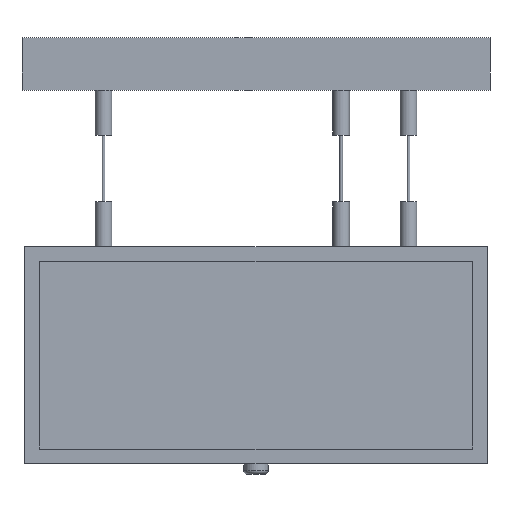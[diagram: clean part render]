
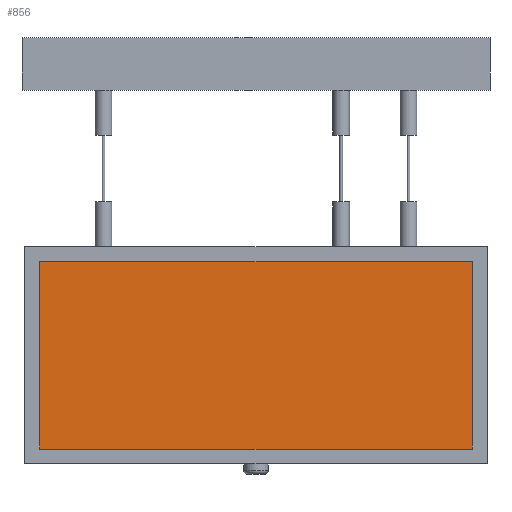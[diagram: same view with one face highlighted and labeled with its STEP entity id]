
A CAD part, front view. The second image highlights one B-rep face of the part: STEP entity #856.
In plain terms, the highlighted planar face has unit normal (0, -1, 0).
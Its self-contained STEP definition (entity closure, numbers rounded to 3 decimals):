
#72=ORIENTED_EDGE('',*,*,#202,.T.);
#73=ORIENTED_EDGE('',*,*,#203,.T.);
#74=ORIENTED_EDGE('',*,*,#204,.T.);
#75=ORIENTED_EDGE('',*,*,#205,.T.);
#202=EDGE_CURVE('',#267,#268,#324,.T.);
#203=EDGE_CURVE('',#268,#269,#325,.T.);
#204=EDGE_CURVE('',#269,#270,#326,.T.);
#205=EDGE_CURVE('',#270,#267,#327,.T.);
#267=VERTEX_POINT('',#1157);
#268=VERTEX_POINT('',#1158);
#269=VERTEX_POINT('',#1160);
#270=VERTEX_POINT('',#1162);
#324=LINE('',#1156,#372);
#325=LINE('',#1159,#373);
#326=LINE('',#1161,#374);
#327=LINE('',#1163,#375);
#372=VECTOR('',#983,1000.);
#373=VECTOR('',#984,1000.);
#374=VECTOR('',#985,1000.);
#375=VECTOR('',#986,1000.);
#413=EDGE_LOOP('',(#72,#73,#74,#75));
#479=FACE_BOUND('',#413,.T.);
#545=PLANE('',#901);
#856=ADVANCED_FACE('',(#479),#545,.T.);
#901=AXIS2_PLACEMENT_3D('',#1155,#981,#982);
#981=DIRECTION('',(0.,-1.,0.));
#982=DIRECTION('',(0.,0.,-1.));
#983=DIRECTION('',(0.,0.,-1.));
#984=DIRECTION('',(1.,0.,0.));
#985=DIRECTION('',(0.,0.,1.));
#986=DIRECTION('',(-1.,0.,0.));
#1155=CARTESIAN_POINT('',(0.,1.,0.));
#1156=CARTESIAN_POINT('',(-115.5,1.,50.));
#1157=CARTESIAN_POINT('',(-115.5,1.,50.));
#1158=CARTESIAN_POINT('',(-115.5,1.,-50.));
#1159=CARTESIAN_POINT('',(-115.5,1.,-50.));
#1160=CARTESIAN_POINT('',(115.5,1.,-50.));
#1161=CARTESIAN_POINT('',(115.5,1.,-50.));
#1162=CARTESIAN_POINT('',(115.5,1.,50.));
#1163=CARTESIAN_POINT('',(115.5,1.,50.));
